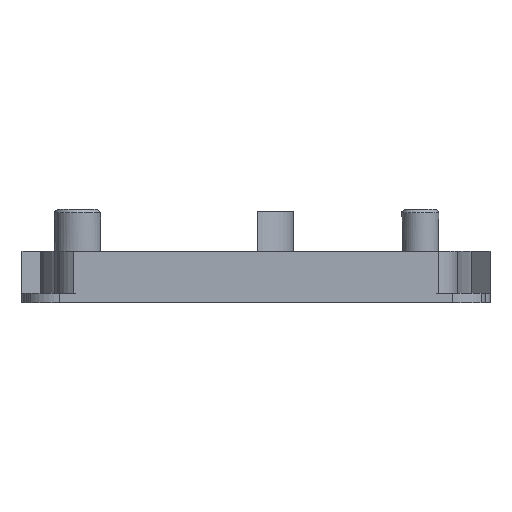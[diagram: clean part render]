
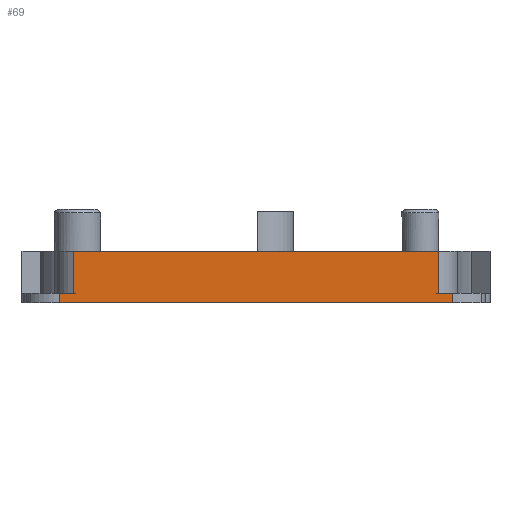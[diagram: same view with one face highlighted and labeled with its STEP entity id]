
A CAD part, left-side view. The second image highlights one B-rep face of the part: STEP entity #69.
In plain terms, the highlighted planar face has unit normal (-1, 0, 0).
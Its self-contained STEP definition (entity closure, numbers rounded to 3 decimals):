
#69=ADVANCED_FACE('',(#146),#1240,.T.);
#146=FACE_OUTER_BOUND('',#224,.T.);
#224=EDGE_LOOP('',(#483,#484,#485,#486,#487,#488,#489,#490));
#483=ORIENTED_EDGE('',*,*,#674,.T.);
#484=ORIENTED_EDGE('',*,*,#795,.F.);
#485=ORIENTED_EDGE('',*,*,#797,.T.);
#486=ORIENTED_EDGE('',*,*,#783,.T.);
#487=ORIENTED_EDGE('',*,*,#800,.T.);
#488=ORIENTED_EDGE('',*,*,#675,.T.);
#489=ORIENTED_EDGE('',*,*,#676,.F.);
#490=ORIENTED_EDGE('',*,*,#672,.F.);
#672=EDGE_CURVE('',#1070,#1071,#935,.T.);
#674=EDGE_CURVE('',#1070,#1153,#937,.T.);
#675=EDGE_CURVE('',#1072,#1073,#938,.T.);
#676=EDGE_CURVE('',#1071,#1073,#939,.T.);
#783=EDGE_CURVE('',#1146,#1154,#879,.T.);
#795=EDGE_CURVE('',#1152,#1153,#891,.T.);
#797=EDGE_CURVE('',#1152,#1146,#893,.T.);
#800=EDGE_CURVE('',#1154,#1072,#1027,.T.);
#879=B_SPLINE_CURVE_WITH_KNOTS('',1,(#2839,#2840),.UNSPECIFIED.,.F.,.F.,
(2,2),(0.,4.5),.UNSPECIFIED.);
#891=B_SPLINE_CURVE_WITH_KNOTS('',1,(#2863,#2864),.UNSPECIFIED.,.F.,.F.,
(2,2),(0.,4.5),.UNSPECIFIED.);
#893=B_SPLINE_CURVE_WITH_KNOTS('',1,(#2867,#2868),.UNSPECIFIED.,.F.,.F.,
(2,2),(-1.,0.),.UNSPECIFIED.);
#935=(
BOUNDED_CURVE()
B_SPLINE_CURVE(1,(#2540,#2541),.UNSPECIFIED.,.F.,.F.)
B_SPLINE_CURVE_WITH_KNOTS((2,2),(0.,1.),.UNSPECIFIED.)
CURVE()
GEOMETRIC_REPRESENTATION_ITEM()
RATIONAL_B_SPLINE_CURVE((1.,1.))
REPRESENTATION_ITEM('')
);
#937=(
BOUNDED_CURVE()
B_SPLINE_CURVE(2,(#2545,#2546,#2547),.UNSPECIFIED.,.F.,.F.)
B_SPLINE_CURVE_WITH_KNOTS((3,3),(47.493,47.529),
 .UNSPECIFIED.)
CURVE()
GEOMETRIC_REPRESENTATION_ITEM()
RATIONAL_B_SPLINE_CURVE((1.,1.,1.))
REPRESENTATION_ITEM('')
);
#938=(
BOUNDED_CURVE()
B_SPLINE_CURVE(1,(#2548,#2549),.UNSPECIFIED.,.F.,.F.)
B_SPLINE_CURVE_WITH_KNOTS((2,2),(0.,1.),.UNSPECIFIED.)
CURVE()
GEOMETRIC_REPRESENTATION_ITEM()
RATIONAL_B_SPLINE_CURVE((1.,1.))
REPRESENTATION_ITEM('')
);
#939=(
BOUNDED_CURVE()
B_SPLINE_CURVE(2,(#2550,#2551,#2552),.UNSPECIFIED.,.F.,.F.)
B_SPLINE_CURVE_WITH_KNOTS((3,3),(47.493,48.493),
 .UNSPECIFIED.)
CURVE()
GEOMETRIC_REPRESENTATION_ITEM()
RATIONAL_B_SPLINE_CURVE((1.,1.,1.))
REPRESENTATION_ITEM('')
);
#1027=(
BOUNDED_CURVE()
B_SPLINE_CURVE(2,(#2873,#2874,#2875),.UNSPECIFIED.,.F.,.F.)
B_SPLINE_CURVE_WITH_KNOTS((3,3),(48.457,48.493),
 .UNSPECIFIED.)
CURVE()
GEOMETRIC_REPRESENTATION_ITEM()
RATIONAL_B_SPLINE_CURVE((1.,1.,1.))
REPRESENTATION_ITEM('')
);
#1070=VERTEX_POINT('',#2386);
#1071=VERTEX_POINT('',#2387);
#1072=VERTEX_POINT('',#2388);
#1073=VERTEX_POINT('',#2389);
#1146=VERTEX_POINT('',#2462);
#1152=VERTEX_POINT('',#2468);
#1153=VERTEX_POINT('',#2469);
#1154=VERTEX_POINT('',#2470);
#1240=PLANE('',#1331);
#1331=AXIS2_PLACEMENT_3D('',#1481,#1389,$);
#1389=DIRECTION('',(-1.,0.,0.));
#1481=CARTESIAN_POINT('',(82.,68.,4.5));
#2386=CARTESIAN_POINT('',(82.,68.,0.));
#2387=CARTESIAN_POINT('',(82.,68.,-1.));
#2388=CARTESIAN_POINT('',(82.,110.,0.));
#2389=CARTESIAN_POINT('',(82.,110.,-1.));
#2462=CARTESIAN_POINT('',(82.,108.5,4.5));
#2468=CARTESIAN_POINT('',(82.,69.5,4.5));
#2469=CARTESIAN_POINT('',(82.,69.5,0.));
#2470=CARTESIAN_POINT('',(82.,108.5,0.));
#2540=CARTESIAN_POINT('',(82.,68.,0.));
#2541=CARTESIAN_POINT('',(82.,68.,-1.));
#2545=CARTESIAN_POINT('',(82.,68.,0.));
#2546=CARTESIAN_POINT('',(82.,68.75,0.));
#2547=CARTESIAN_POINT('',(82.,69.5,0.));
#2548=CARTESIAN_POINT('',(82.,110.,0.));
#2549=CARTESIAN_POINT('',(82.,110.,-1.));
#2550=CARTESIAN_POINT('',(82.,68.,-1.));
#2551=CARTESIAN_POINT('',(82.,89.,-1.));
#2552=CARTESIAN_POINT('',(82.,110.,-1.));
#2839=CARTESIAN_POINT('',(82.,108.5,4.5));
#2840=CARTESIAN_POINT('',(82.,108.5,0.));
#2863=CARTESIAN_POINT('',(82.,69.5,4.5));
#2864=CARTESIAN_POINT('',(82.,69.5,0.));
#2867=CARTESIAN_POINT('',(82.,69.5,4.5));
#2868=CARTESIAN_POINT('',(82.,108.5,4.5));
#2873=CARTESIAN_POINT('',(82.,108.5,0.));
#2874=CARTESIAN_POINT('',(82.,109.25,0.));
#2875=CARTESIAN_POINT('',(82.,110.,0.));
